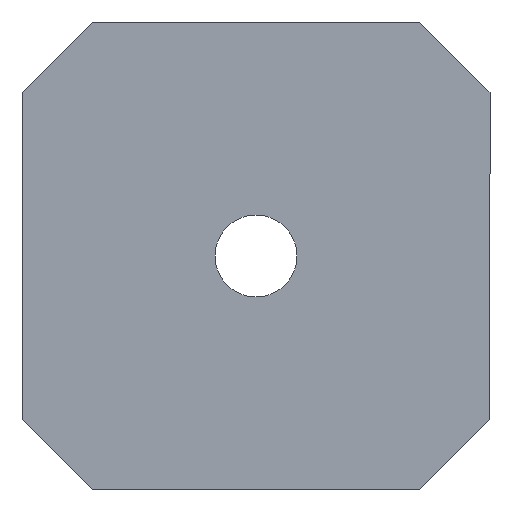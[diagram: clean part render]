
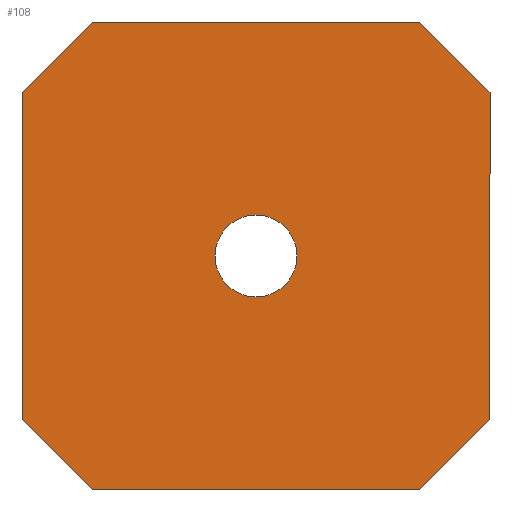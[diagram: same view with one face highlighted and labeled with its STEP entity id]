
A CAD part, front view. The second image highlights one B-rep face of the part: STEP entity #108.
In plain terms, the highlighted planar face has unit normal (0, -1, 0).
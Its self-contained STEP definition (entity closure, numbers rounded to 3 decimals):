
#2 = EDGE_LOOP ( 'NONE', ( #403, #10, #292, #364, #388, #329, #6, #152 ) ) ;
#6 = ORIENTED_EDGE ( 'NONE', *, *, #196, .F. ) ;
#9 = VERTEX_POINT ( 'NONE', #319 ) ;
#10 = ORIENTED_EDGE ( 'NONE', *, *, #160, .T. ) ;
#11 = EDGE_CURVE ( 'NONE', #146, #265, #28, .T. ) ;
#27 = VECTOR ( 'NONE', #182, 1000. ) ;
#28 = LINE ( 'NONE', #219, #200 ) ;
#47 = VERTEX_POINT ( 'NONE', #350 ) ;
#48 = CARTESIAN_POINT ( 'NONE',  ( 10., 0., 7. ) ) ;
#54 = CARTESIAN_POINT ( 'NONE',  ( -7., 0., -10. ) ) ;
#57 = DIRECTION ( 'NONE',  ( 1., 0., 0. ) ) ;
#58 = CARTESIAN_POINT ( 'NONE',  ( -10., 0., 7. ) ) ;
#67 = DIRECTION ( 'NONE',  ( 0., 0., 1. ) ) ;
#71 = CARTESIAN_POINT ( 'NONE',  ( 10., 0., -10. ) ) ;
#78 = LINE ( 'NONE', #256, #372 ) ;
#87 = LINE ( 'NONE', #177, #264 ) ;
#88 = FACE_BOUND ( 'NONE', #232, .T. ) ;
#89 = DIRECTION ( 'NONE',  ( 0., 0., 1. ) ) ;
#90 = VERTEX_POINT ( 'NONE', #48 ) ;
#98 = FACE_OUTER_BOUND ( 'NONE', #2, .T. ) ;
#99 = DIRECTION ( 'NONE',  ( 0., 0., -1. ) ) ;
#100 = DIRECTION ( 'NONE',  ( 0., 1., 0. ) ) ;
#101 = EDGE_CURVE ( 'NONE', #90, #120, #78, .T. ) ;
#104 = VERTEX_POINT ( 'NONE', #290 ) ;
#106 = EDGE_CURVE ( 'NONE', #90, #302, #253, .T. ) ;
#108 = ADVANCED_FACE ( 'NONE', ( #98, #88 ), #138, .F. ) ;
#110 = DIRECTION ( 'NONE',  ( -0.707, 0., -0.707 ) ) ;
#120 = VERTEX_POINT ( 'NONE', #194 ) ;
#125 = VERTEX_POINT ( 'NONE', #225 ) ;
#138 = PLANE ( 'NONE',  #284 ) ;
#141 = VECTOR ( 'NONE', #99, 1000. ) ;
#143 = CARTESIAN_POINT ( 'NONE',  ( -10., 0., 10. ) ) ;
#146 = VERTEX_POINT ( 'NONE', #335 ) ;
#152 = ORIENTED_EDGE ( 'NONE', *, *, #189, .T. ) ;
#157 = VECTOR ( 'NONE', #338, 1000. ) ;
#160 = EDGE_CURVE ( 'NONE', #146, #198, #235, .T. ) ;
#177 = CARTESIAN_POINT ( 'NONE',  ( -7., 0., 10. ) ) ;
#179 = CIRCLE ( 'NONE', #268, 1.75 ) ;
#182 = DIRECTION ( 'NONE',  ( 0.707, 0., 0.707 ) ) ;
#186 = DIRECTION ( 'NONE',  ( -1., 0., 0. ) ) ;
#189 = EDGE_CURVE ( 'NONE', #9, #265, #87, .T. ) ;
#190 = LINE ( 'NONE', #314, #376 ) ;
#194 = CARTESIAN_POINT ( 'NONE',  ( 7., 0., 10. ) ) ;
#195 = DIRECTION ( 'NONE',  ( -0.707, 0., 0.707 ) ) ;
#196 = EDGE_CURVE ( 'NONE', #9, #120, #221, .T. ) ;
#198 = VERTEX_POINT ( 'NONE', #54 ) ;
#200 = VECTOR ( 'NONE', #67, 1000. ) ;
#205 = CIRCLE ( 'NONE', #324, 1.75 ) ;
#207 = ORIENTED_EDGE ( 'NONE', *, *, #320, .T. ) ;
#219 = CARTESIAN_POINT ( 'NONE',  ( -10., 0., -10. ) ) ;
#221 = LINE ( 'NONE', #143, #226 ) ;
#225 = CARTESIAN_POINT ( 'NONE',  ( 0., 0., -1.75 ) ) ;
#226 = VECTOR ( 'NONE', #57, 1000. ) ;
#232 = EDGE_LOOP ( 'NONE', ( #207, #334 ) ) ;
#235 = LINE ( 'NONE', #337, #157 ) ;
#250 = DIRECTION ( 'NONE',  ( 0., 1., 0. ) ) ;
#253 = LINE ( 'NONE', #71, #141 ) ;
#255 = EDGE_CURVE ( 'NONE', #104, #125, #179, .T. ) ;
#256 = CARTESIAN_POINT ( 'NONE',  ( 10., 0., 7. ) ) ;
#260 = CARTESIAN_POINT ( 'NONE',  ( 0., 0., 0. ) ) ;
#264 = VECTOR ( 'NONE', #110, 1000. ) ;
#265 = VERTEX_POINT ( 'NONE', #58 ) ;
#268 = AXIS2_PLACEMENT_3D ( 'NONE', #370, #271, #306 ) ;
#271 = DIRECTION ( 'NONE',  ( 0., 1., 0. ) ) ;
#272 = LINE ( 'NONE', #343, #27 ) ;
#276 = CARTESIAN_POINT ( 'NONE',  ( 0., 0., 0. ) ) ;
#284 = AXIS2_PLACEMENT_3D ( 'NONE', #260, #100, #325 ) ;
#290 = CARTESIAN_POINT ( 'NONE',  ( 0., 0., 1.75 ) ) ;
#292 = ORIENTED_EDGE ( 'NONE', *, *, #390, .F. ) ;
#302 = VERTEX_POINT ( 'NONE', #304 ) ;
#304 = CARTESIAN_POINT ( 'NONE',  ( 10., 0., -7. ) ) ;
#306 = DIRECTION ( 'NONE',  ( 0., 0., 1. ) ) ;
#314 = CARTESIAN_POINT ( 'NONE',  ( -10., 0., -10. ) ) ;
#319 = CARTESIAN_POINT ( 'NONE',  ( -7., 0., 10. ) ) ;
#320 = EDGE_CURVE ( 'NONE', #125, #104, #205, .T. ) ;
#324 = AXIS2_PLACEMENT_3D ( 'NONE', #276, #250, #89 ) ;
#325 = DIRECTION ( 'NONE',  ( 0., 0., 1. ) ) ;
#329 = ORIENTED_EDGE ( 'NONE', *, *, #101, .T. ) ;
#334 = ORIENTED_EDGE ( 'NONE', *, *, #255, .T. ) ;
#335 = CARTESIAN_POINT ( 'NONE',  ( -10., 0., -7. ) ) ;
#337 = CARTESIAN_POINT ( 'NONE',  ( -10., 0., -7. ) ) ;
#338 = DIRECTION ( 'NONE',  ( 0.707, 0., -0.707 ) ) ;
#343 = CARTESIAN_POINT ( 'NONE',  ( 7., 0., -10. ) ) ;
#350 = CARTESIAN_POINT ( 'NONE',  ( 7., 0., -10. ) ) ;
#364 = ORIENTED_EDGE ( 'NONE', *, *, #385, .T. ) ;
#370 = CARTESIAN_POINT ( 'NONE',  ( 0., 0., 0. ) ) ;
#372 = VECTOR ( 'NONE', #195, 1000. ) ;
#376 = VECTOR ( 'NONE', #186, 1000. ) ;
#385 = EDGE_CURVE ( 'NONE', #47, #302, #272, .T. ) ;
#388 = ORIENTED_EDGE ( 'NONE', *, *, #106, .F. ) ;
#390 = EDGE_CURVE ( 'NONE', #47, #198, #190, .T. ) ;
#403 = ORIENTED_EDGE ( 'NONE', *, *, #11, .F. ) ;
